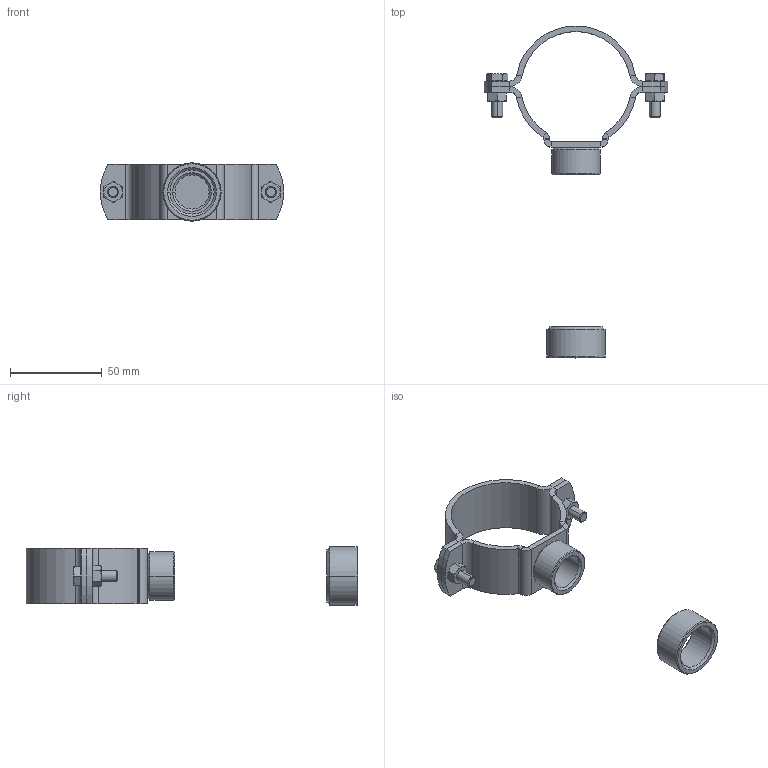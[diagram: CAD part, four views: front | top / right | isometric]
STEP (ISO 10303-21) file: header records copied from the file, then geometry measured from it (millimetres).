
FILE_DESCRIPTION (( 'STEP AP203' ), '1' );
FILE_NAME ('51.802.STEP', '2019-11-21T15:42:39', ( '' ), ( '' ), 'SwSTEP 2.0', 'SolidWorks 2019', '' );
FILE_SCHEMA (( 'CONFIG_CONTROL_DESIGN' ));
Length unit declared in the file: millimetre
Products named in the file (8): 1000003483; 1000003485; 1000003276_03 - Gr. 60 - H-17101.003; 51.802; 1000003262; 1000003263_E-10254.002-Inox V4A (1.4404); 1000003282_03 - Gr.60 - H-17102.603; 1000003275_03 - Gr. 60 - H-17100.003
Assembly tree (9 placements, depth 3):
  51.802
    1000003282_03 - Gr.60 - H-17102.603
      1000003276_03 - Gr. 60 - H-17101.003
      1000003262
      1000003263_E-10254.002-Inox V4A (1.4404)
    1000003275_03 - Gr. 60 - H-17100.003
    1000003483  x2
    1000003485  x2
Bounding box: 100 x 181 x 31.8 mm (x, y, z)
Volume: 34757.8 mm3; surface area: 25354.9 mm2
Topology: 8 solids, 8 shells, 224 faces, 468 edges, 262 vertices
Faces by surface type: plane 100, cone 70, cylinder 54
Entity records: 5391 total; most frequent: CARTESIAN_POINT 886, DIRECTION 819, ORIENTED_EDGE 700, EDGE_CURVE 350, AXIS2_PLACEMENT_3D 324, VERTEX_POINT 195, EDGE_LOOP 183, LINE 171
